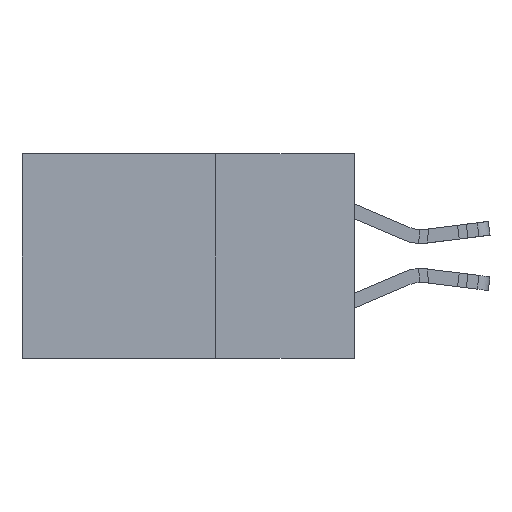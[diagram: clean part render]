
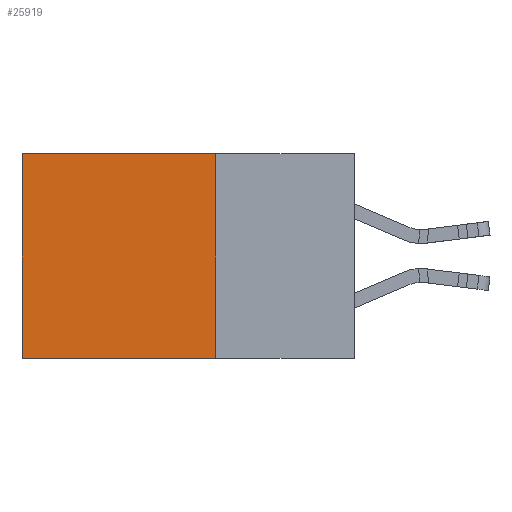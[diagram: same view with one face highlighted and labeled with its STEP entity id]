
A CAD part, left-side view. The second image highlights one B-rep face of the part: STEP entity #25919.
In plain terms, the highlighted planar face has unit normal (-1, 0, 0).
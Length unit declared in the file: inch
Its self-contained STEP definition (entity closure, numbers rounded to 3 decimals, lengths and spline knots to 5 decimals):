
#1185 = AXIS2_PLACEMENT_3D ( 'NONE', #19244, #27854, #17106 ) ;
#2344 = DIRECTION ( 'NONE',  ( 0., 1., 0. ) ) ;
#2680 = CARTESIAN_POINT ( 'NONE',  ( 0.2615, 0.6, -0.37 ) ) ;
#3100 = CARTESIAN_POINT ( 'NONE',  ( 0.2615, 0.6, 0. ) ) ;
#3551 = FACE_OUTER_BOUND ( 'NONE', #11447, .T. ) ;
#4090 = VECTOR ( 'NONE', #2344, 39.37008 ) ;
#4505 = DIRECTION ( 'NONE',  ( 0., 1., 0. ) ) ;
#5141 = LINE ( 'NONE', #17466, #4090 ) ;
#5249 = VERTEX_POINT ( 'NONE', #2680 ) ;
#5297 = VECTOR ( 'NONE', #7361, 39.37008 ) ;
#6561 = CARTESIAN_POINT ( 'NONE',  ( 0.2615, 0.25, -0.37 ) ) ;
#7361 = DIRECTION ( 'NONE',  ( 0., 0., -1. ) ) ;
#7546 = ORIENTED_EDGE ( 'NONE', *, *, #12163, .F. ) ;
#8494 = LINE ( 'NONE', #10053, #15152 ) ;
#10053 = CARTESIAN_POINT ( 'NONE',  ( 0.2615, 0.6, -0.37 ) ) ;
#10602 = PLANE ( 'NONE',  #1185 ) ;
#11447 = EDGE_LOOP ( 'NONE', ( #26120, #13068, #7546, #25137 ) ) ;
#12163 = EDGE_CURVE ( 'NONE', #25218, #18661, #13445, .T. ) ;
#13068 = ORIENTED_EDGE ( 'NONE', *, *, #16752, .F. ) ;
#13445 = LINE ( 'NONE', #26711, #5297 ) ;
#15152 = VECTOR ( 'NONE', #16833, 39.37008 ) ;
#15501 = VERTEX_POINT ( 'NONE', #3100 ) ;
#16752 = EDGE_CURVE ( 'NONE', #18661, #5249, #5141, .T. ) ;
#16833 = DIRECTION ( 'NONE',  ( 0., 0., -1. ) ) ;
#17106 = DIRECTION ( 'NONE',  ( 0., 0., -1. ) ) ;
#17466 = CARTESIAN_POINT ( 'NONE',  ( 0.2615, 0.25, -0.37 ) ) ;
#18661 = VERTEX_POINT ( 'NONE', #6561 ) ;
#19244 = CARTESIAN_POINT ( 'NONE',  ( 0.2615, 0.25, -0.37 ) ) ;
#20426 = CARTESIAN_POINT ( 'NONE',  ( 0.2615, 0.25, 0. ) ) ;
#23864 = CARTESIAN_POINT ( 'NONE',  ( 0.2615, 0.25, 0. ) ) ;
#24052 = EDGE_CURVE ( 'NONE', #25218, #15501, #25989, .T. ) ;
#25137 = ORIENTED_EDGE ( 'NONE', *, *, #24052, .T. ) ;
#25218 = VERTEX_POINT ( 'NONE', #20426 ) ;
#25480 = VECTOR ( 'NONE', #4505, 39.37008 ) ;
#25838 = EDGE_CURVE ( 'NONE', #15501, #5249, #8494, .T. ) ;
#25919 = ADVANCED_FACE ( 'NONE', ( #3551 ), #10602, .F. ) ;
#25989 = LINE ( 'NONE', #23864, #25480 ) ;
#26120 = ORIENTED_EDGE ( 'NONE', *, *, #25838, .T. ) ;
#26711 = CARTESIAN_POINT ( 'NONE',  ( 0.2615, 0.25, -0.37 ) ) ;
#27854 = DIRECTION ( 'NONE',  ( 1., 0., 0. ) ) ;
